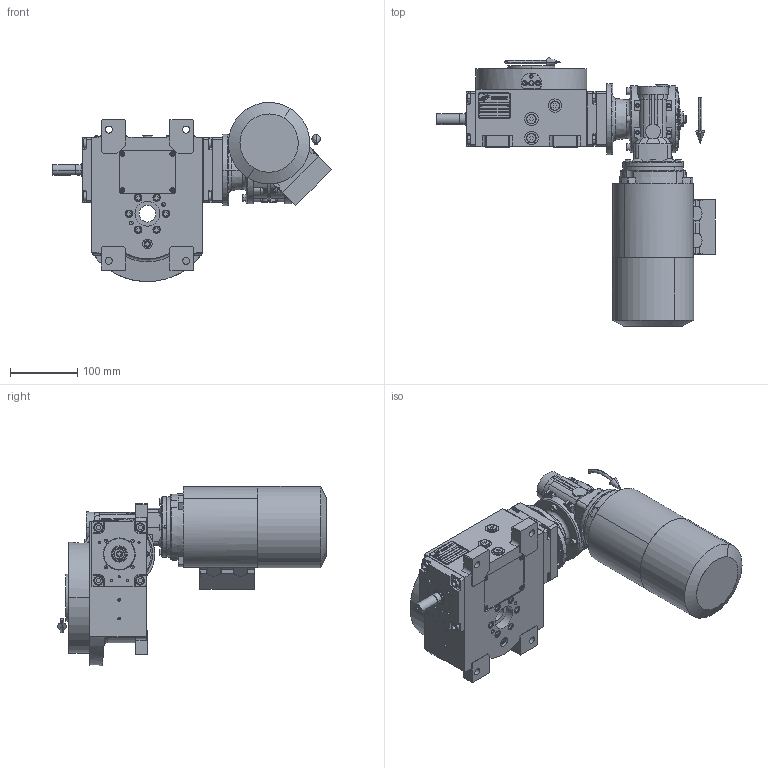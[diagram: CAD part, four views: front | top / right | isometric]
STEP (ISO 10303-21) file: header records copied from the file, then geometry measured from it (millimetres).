
FILE_DESCRIPTION (( 'STEP AP203' ), '1' );
FILE_NAME ('PC5201583.step', '2025-12-15T13:13:56', ( '' ), ( '' ), 'SwSTEP 2.0', 'SolidWorks 2020', '' );
FILE_SCHEMA (( 'CONFIG_CONTROL_DESIGN' ));
Length unit declared in the file: millimetre
Products named in the file (85): cfn2128_05_006; cfn2000_01_151; rig04_002_bl_004; CFN2155_01_007.stp; rig04_004_s_002; freccia_angolare_albero; rig04_007_master; cfn2107_01_001; cfn2077_01_018; AS_rig04_014_s_001; RIG04_005_AF0.stp; cfn2000_01_147; RIG06_021_AF0.stp; cfn2476_01_001_48x38; CFN2000_01_185.stp; cfn2003_01_063; cfn2115_02_182; cfn2128_04_011; cfn2000_01_129; cfn2155_01_186; CFN2356_03_051.stp; AS_rig04_004_s_001; cfn2070_05_001; rig04_004_s_001; cfn2155_01_038; AS_cfn2476_01_001_48x38; rig04_071_6_m.stp; CFN2203_02_001.stp; cfn2151_01_092; olio_agip_blasia_150; CFN2223_01-390X6-B.stp; AS_rig04_002_bl_004; freccia_angolare; rig04_003_6; cfn2155_01_055; AS_rig04_071_6_m; PC5201583; cfn2276_01_065; AS_rig04_015; CFN2104_02_017.stp ...
Assembly tree (77 placements, depth 5):
  rig04_007_master
  cfn2077_01_018
  CFN2356_03_051.stp
  CFN2203_02_001.stp
  cfn2151_01_092
Bounding box: 414.63 x 399.49 x 266.41 mm (x, y, z)
Volume: 4738215.5 mm3; surface area: 722664.5 mm2
Topology: 80 solids, 80 shells, 3580 faces, 8934 edges, 5727 vertices
Faces by surface type: plane 1688, cylinder 1200, cone 525, torus 143, bspline 18, sphere 6
Entity records: 122059 total; most frequent: CARTESIAN_POINT 29113, DIRECTION 17910, ORIENTED_EDGE 17238, EDGE_CURVE 8619, AXIS2_PLACEMENT_3D 6521, VERTEX_POINT 5582, VECTOR 4868, LINE 4868
